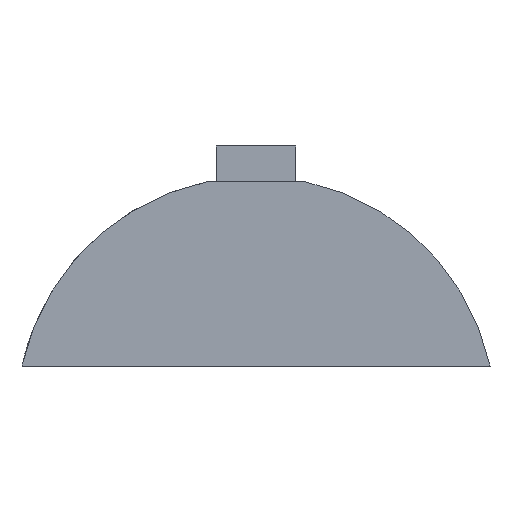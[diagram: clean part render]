
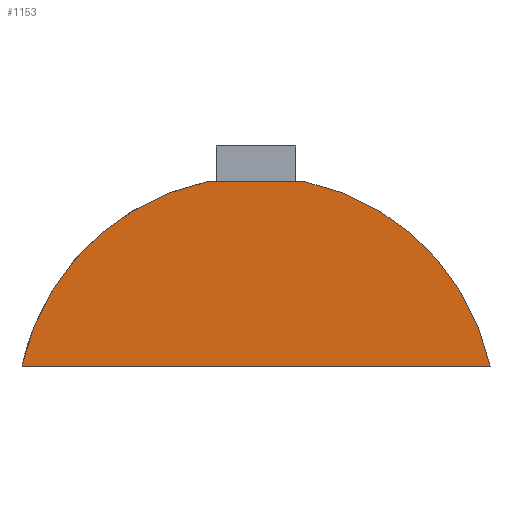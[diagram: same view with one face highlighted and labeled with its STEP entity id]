
A CAD part, left-side view. The second image highlights one B-rep face of the part: STEP entity #1153.
In plain terms, the highlighted planar face has unit normal (-1, 0, 0).
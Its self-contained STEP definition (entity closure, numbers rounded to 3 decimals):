
#19=PLANE('',#1259);
#74=LINE('',#2339,#149);
#93=LINE('',#2426,#168);
#149=VECTOR('',#1414,1000.);
#168=VECTOR('',#1453,1000.);
#291=FACE_OUTER_BOUND('',#371,.T.);
#371=EDGE_LOOP('',(#876,#877,#878,#879));
#465=CIRCLE('',#1260,15.);
#466=CIRCLE('',#1261,15.);
#532=VERTEX_POINT('',#2336);
#533=VERTEX_POINT('',#2338);
#560=VERTEX_POINT('',#2423);
#561=VERTEX_POINT('',#2425);
#646=EDGE_CURVE('',#532,#533,#74,.T.);
#677=EDGE_CURVE('',#560,#561,#93,.T.);
#687=EDGE_CURVE('',#533,#560,#465,.T.);
#688=EDGE_CURVE('',#561,#532,#466,.T.);
#876=ORIENTED_EDGE('',*,*,#677,.F.);
#877=ORIENTED_EDGE('',*,*,#687,.F.);
#878=ORIENTED_EDGE('',*,*,#646,.F.);
#879=ORIENTED_EDGE('',*,*,#688,.F.);
#1153=ADVANCED_FACE('',(#291),#19,.F.);
#1259=AXIS2_PLACEMENT_3D('',#2442,#1468,#1469);
#1260=AXIS2_PLACEMENT_3D('',#2443,#1470,#1471);
#1261=AXIS2_PLACEMENT_3D('',#2444,#1472,#1473);
#1414=DIRECTION('',(0.,-1.,0.));
#1453=DIRECTION('',(0.,1.,0.));
#1468=DIRECTION('center_axis',(1.,0.,0.));
#1469=DIRECTION('ref_axis',(0.,0.,1.));
#1470=DIRECTION('center_axis',(1.,0.,0.));
#1471=DIRECTION('ref_axis',(0.,0.,1.));
#1472=DIRECTION('center_axis',(1.,0.,0.));
#1473=DIRECTION('ref_axis',(0.,0.,1.));
#2336=CARTESIAN_POINT('',(-30.,3.125,11.546));
#2338=CARTESIAN_POINT('',(-30.,-3.125,11.546));
#2339=CARTESIAN_POINT('',(-30.,-3.125,11.546));
#2423=CARTESIAN_POINT('',(-30.,-14.671,0.));
#2425=CARTESIAN_POINT('',(-30.,14.671,0.));
#2426=CARTESIAN_POINT('',(-30.,0.,0.));
#2442=CARTESIAN_POINT('Origin',(-30.,0.,-3.125));
#2443=CARTESIAN_POINT('Origin',(-30.,0.,-3.125));
#2444=CARTESIAN_POINT('Origin',(-30.,0.,-3.125));
